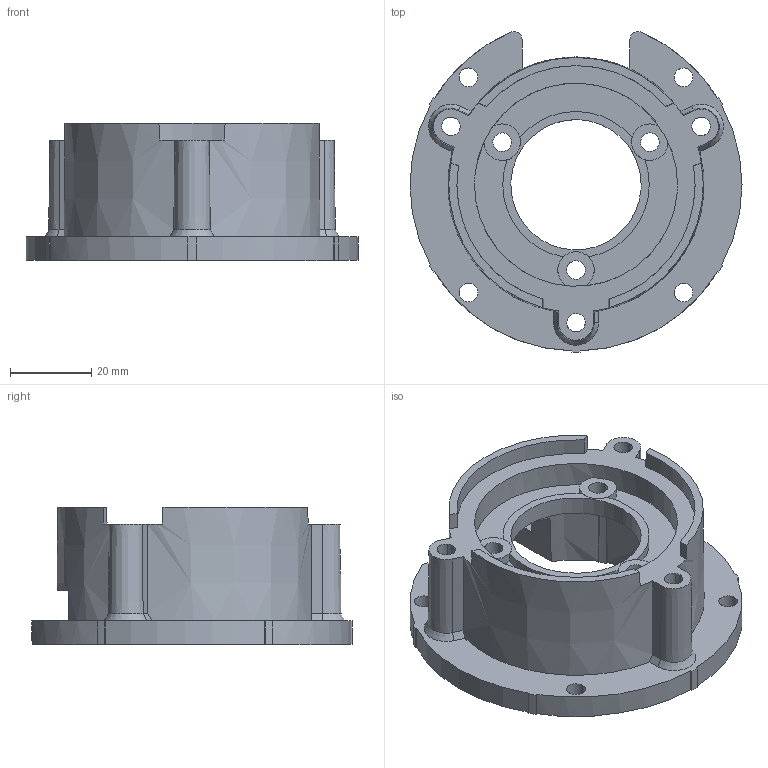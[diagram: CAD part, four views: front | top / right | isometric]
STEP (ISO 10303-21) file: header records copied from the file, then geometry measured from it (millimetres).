
FILE_DESCRIPTION((''),'2;1');
FILE_NAME('DM_CAD-6127','2018-10-12T',('creinig-se'),(''),'PRO/ENGINEER BY PARAMETRIC TECHNOLOGY CORPORATION, 2015440','PRO/ENGINEER BY PARAMETRIC TECHNOLOGY CORPORATION, 2015440','');
FILE_SCHEMA(('CONFIG_CONTROL_DESIGN'));
Length unit declared in the file: millimetre
Products named in the file (1): DM_CAD-6127
Bounding box: 81.8 x 79.01 x 33.9 mm (x, y, z)
Volume: 32390.2 mm3; surface area: 32578.7 mm2
Topology: 1 solids, 1 shells, 220 faces, 723 edges, 515 vertices
Faces by surface type: plane 115, cylinder 64, cone 29, torus 10, bspline 2
Entity records: 10732 total; most frequent: CARTESIAN_POINT 1808, DIRECTION 1445, ORIENTED_EDGE 1440, PRESENTATION_STYLE_ASSIGNMENT 725, STYLED_ITEM 725, CURVE_STYLE 724, EDGE_CURVE 720, AXIS2_PLACEMENT_3D 569
